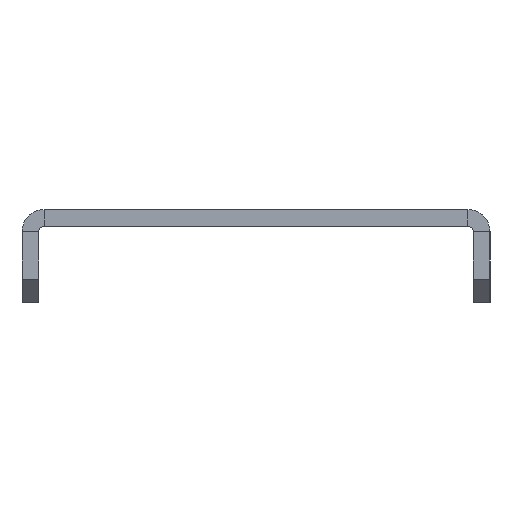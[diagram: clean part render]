
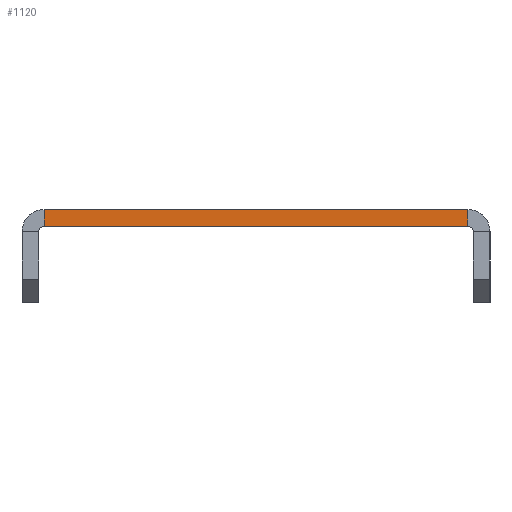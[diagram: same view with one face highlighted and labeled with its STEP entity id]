
A CAD part, left-side view. The second image highlights one B-rep face of the part: STEP entity #1120.
In plain terms, the highlighted planar face has unit normal (-1, 0, 0).
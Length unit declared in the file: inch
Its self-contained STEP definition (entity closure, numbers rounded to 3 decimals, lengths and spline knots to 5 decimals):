
#22 = VERTEX_POINT ( 'NONE', #1044 ) ;
#37 = DIRECTION ( 'NONE',  ( 0., 0., 1. ) ) ;
#184 = DIRECTION ( 'NONE',  ( 0., -1., 0. ) ) ;
#343 = DIRECTION ( 'NONE',  ( 0., 0., -1. ) ) ;
#582 = DIRECTION ( 'NONE',  ( 0., -1., 0. ) ) ;
#633 = LINE ( 'NONE', #1315, #3802 ) ;
#859 = EDGE_CURVE ( 'NONE', #1421, #22, #633, .T. ) ;
#929 = ORIENTED_EDGE ( 'NONE', *, *, #1324, .T. ) ;
#1044 = CARTESIAN_POINT ( 'NONE',  ( 0., 2.40069, -0.09 ) ) ;
#1090 = VECTOR ( 'NONE', #582, 39.37008 ) ;
#1120 = ADVANCED_FACE ( 'NONE', ( #2243 ), #4027, .T. ) ;
#1274 = CARTESIAN_POINT ( 'NONE',  ( 0., 0.119, -0.09 ) ) ;
#1310 = LINE ( 'NONE', #2935, #4097 ) ;
#1315 = CARTESIAN_POINT ( 'NONE',  ( 0., 2.40069, 0. ) ) ;
#1324 = EDGE_CURVE ( 'NONE', #1595, #2225, #1310, .T. ) ;
#1421 = VERTEX_POINT ( 'NONE', #3290 ) ;
#1465 = ORIENTED_EDGE ( 'NONE', *, *, #2672, .F. ) ;
#1512 = DIRECTION ( 'NONE',  ( 0., 0., 1. ) ) ;
#1595 = VERTEX_POINT ( 'NONE', #1274 ) ;
#1831 = LINE ( 'NONE', #4044, #1090 ) ;
#2086 = AXIS2_PLACEMENT_3D ( 'NONE', #3110, #3440, #1512 ) ;
#2117 = CARTESIAN_POINT ( 'NONE',  ( 0., 0.119, 0. ) ) ;
#2225 = VERTEX_POINT ( 'NONE', #2117 ) ;
#2243 = FACE_OUTER_BOUND ( 'NONE', #2558, .T. ) ;
#2492 = EDGE_CURVE ( 'NONE', #22, #1595, #2731, .T. ) ;
#2558 = EDGE_LOOP ( 'NONE', ( #1465, #2760, #4035, #929 ) ) ;
#2672 = EDGE_CURVE ( 'NONE', #1421, #2225, #1831, .T. ) ;
#2731 = LINE ( 'NONE', #3626, #2827 ) ;
#2760 = ORIENTED_EDGE ( 'NONE', *, *, #859, .T. ) ;
#2827 = VECTOR ( 'NONE', #184, 39.37008 ) ;
#2935 = CARTESIAN_POINT ( 'NONE',  ( 0., 0.119, -0.09 ) ) ;
#3110 = CARTESIAN_POINT ( 'NONE',  ( 0., 2.42969, -0.119 ) ) ;
#3290 = CARTESIAN_POINT ( 'NONE',  ( 0., 2.40069, 0. ) ) ;
#3440 = DIRECTION ( 'NONE',  ( -1., 0., 0. ) ) ;
#3626 = CARTESIAN_POINT ( 'NONE',  ( 0., 0., -0.09 ) ) ;
#3802 = VECTOR ( 'NONE', #343, 39.37008 ) ;
#4027 = PLANE ( 'NONE',  #2086 ) ;
#4035 = ORIENTED_EDGE ( 'NONE', *, *, #2492, .T. ) ;
#4044 = CARTESIAN_POINT ( 'NONE',  ( 0., 0., 0. ) ) ;
#4097 = VECTOR ( 'NONE', #37, 39.37008 ) ;
